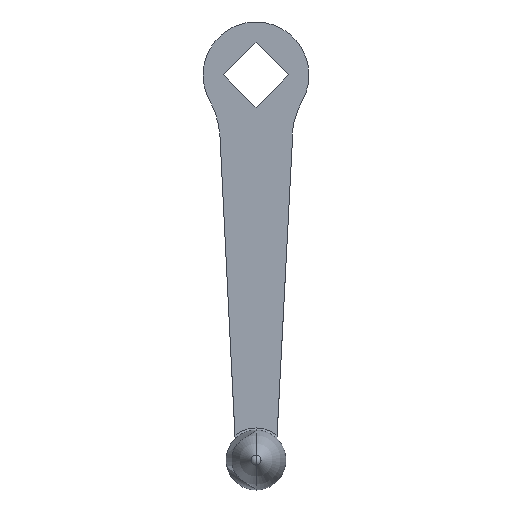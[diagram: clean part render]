
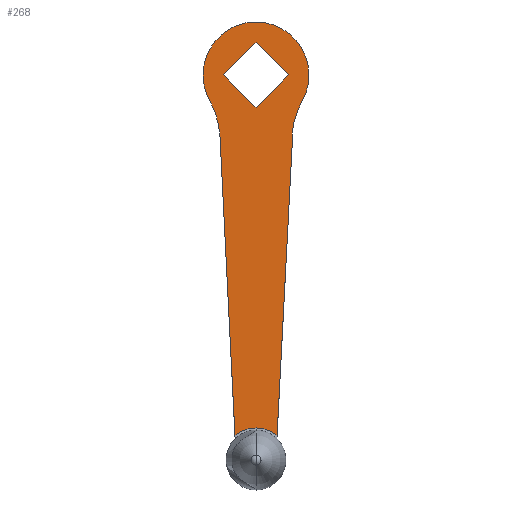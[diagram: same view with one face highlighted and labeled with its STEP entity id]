
A CAD part, front view. The second image highlights one B-rep face of the part: STEP entity #268.
In plain terms, the highlighted planar face has unit normal (0, -1, 0).
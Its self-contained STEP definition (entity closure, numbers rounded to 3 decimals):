
#190=VERTEX_POINT('',#527);
#196=EDGE_CURVE('',#408,#496,#533,.T.);
#228=EDGE_CURVE('',#286,#258,#570,.T.);
#230=EDGE_CURVE('',#334,#408,#572,.T.);
#258=VERTEX_POINT('',#603);
#264=VERTEX_POINT('',#609);
#268=ADVANCED_FACE('',(#613,#614),#615,.F.);
#286=VERTEX_POINT('',#635);
#306=VERTEX_POINT('',#657);
#308=EDGE_CURVE('',#190,#306,#659,.T.);
#334=VERTEX_POINT('',#690);
#408=VERTEX_POINT('',#775);
#420=EDGE_CURVE('',#286,#190,#787,.T.);
#434=EDGE_CURVE('',#476,#444,#804,.T.);
#436=EDGE_CURVE('',#444,#460,#806,.T.);
#444=VERTEX_POINT('',#815);
#450=EDGE_CURVE('',#460,#484,#821,.T.);
#458=EDGE_CURVE('',#264,#334,#830,.T.);
#460=VERTEX_POINT('',#832);
#472=EDGE_CURVE('',#484,#476,#845,.T.);
#476=VERTEX_POINT('',#849);
#482=EDGE_CURVE('',#496,#306,#855,.T.);
#484=VERTEX_POINT('',#857);
#496=VERTEX_POINT('',#870);
#498=EDGE_CURVE('',#258,#264,#872,.T.);
#527=CARTESIAN_POINT('',(0.,-38.0,-146.667));
#533=CIRCLE('',#903,34.);
#570=LINE('',#955,#956);
#572=CIRCLE('',#959,22.0);
#603=CARTESIAN_POINT('',(-15.,-38.0,-25.065));
#609=CARTESIAN_POINT('',(-19.223,-38.0,-10.7));
#613=FACE_OUTER_BOUND('',#1012,.T.);
#614=FACE_BOUND('',#1013,.T.);
#615=PLANE('',#1014);
#635=CARTESIAN_POINT('',(-8.741,-38.0,-149.931));
#657=CARTESIAN_POINT('',(8.749,-38.0,-149.938));
#659=CIRCLE('',#1067,13.333);
#690=CARTESIAN_POINT('',(-19.223,-38.0,10.7));
#775=CARTESIAN_POINT('',(19.223,-38.0,-10.7));
#787=CIRCLE('',#1246,13.333);
#804=LINE('',#1267,#1268);
#806=LINE('',#1271,#1272);
#815=CARTESIAN_POINT('',(13.435,-38.0,0.));
#821=LINE('',#1293,#1294);
#830=CIRCLE('',#1307,22.0);
#832=CARTESIAN_POINT('',(0.,-38.0,13.435));
#845=LINE('',#1324,#1325);
#849=CARTESIAN_POINT('',(0.,-38.0,-13.435));
#855=LINE('',#1337,#1338);
#857=CARTESIAN_POINT('',(-13.435,-38.0,0.));
#870=CARTESIAN_POINT('',(15.0,-38.0,-29.407));
#872=CIRCLE('',#1357,34.);
#903=AXIS2_PLACEMENT_3D('',#1396,#1397,#1398);
#955=CARTESIAN_POINT('',(-11.199,-38.0,-100.881));
#956=VECTOR('',#1454,1.0);
#959=AXIS2_PLACEMENT_3D('',#1455,#1456,#1457);
#1012=EDGE_LOOP('',(#1500,#1501,#1502,#1503,#1504,#1505,#1506,#1507));
#1013=EDGE_LOOP('',(#1508,#1509,#1510,#1511));
#1014=AXIS2_PLACEMENT_3D('',#1512,#1513,#1514);
#1067=AXIS2_PLACEMENT_3D('',#1561,#1562,#1563);
#1246=AXIS2_PLACEMENT_3D('',#1742,#1743,#1744);
#1267=CARTESIAN_POINT('',(-1.507,-38.0,-14.942));
#1268=VECTOR('',#1772,1.0);
#1271=CARTESIAN_POINT('',(14.942,-38.0,-1.507));
#1272=VECTOR('',#1773,1.0);
#1293=CARTESIAN_POINT('',(-21.66,-38.0,-8.225));
#1294=VECTOR('',#1787,1.0);
#1307=AXIS2_PLACEMENT_3D('',#1799,#1800,#1801);
#1324=CARTESIAN_POINT('',(8.225,-38.0,-21.66));
#1325=VECTOR('',#1813,1.0);
#1337=CARTESIAN_POINT('',(14.542,-38.0,-38.236));
#1338=VECTOR('',#1817,1.0);
#1357=AXIS2_PLACEMENT_3D('',#1829,#1830,#1831);
#1396=CARTESIAN_POINT('',(48.931,-38.0,-27.236));
#1397=DIRECTION('',(0.0,-1.0,-0.0));
#1398=DIRECTION('',(-0.998,0.0,-0.064));
#1454=DIRECTION('',(-0.05,0.0,0.999));
#1455=CARTESIAN_POINT('',(0.0,-38.0,0.));
#1456=DIRECTION('',(0.0,1.0,0.0));
#1457=DIRECTION('',(0.874,0.0,-0.486));
#1500=ORIENTED_EDGE('',*,*,#228,.F.);
#1501=ORIENTED_EDGE('',*,*,#420,.T.);
#1502=ORIENTED_EDGE('',*,*,#308,.T.);
#1503=ORIENTED_EDGE('',*,*,#482,.F.);
#1504=ORIENTED_EDGE('',*,*,#196,.F.);
#1505=ORIENTED_EDGE('',*,*,#230,.F.);
#1506=ORIENTED_EDGE('',*,*,#458,.F.);
#1507=ORIENTED_EDGE('',*,*,#498,.F.);
#1508=ORIENTED_EDGE('',*,*,#472,.F.);
#1509=ORIENTED_EDGE('',*,*,#450,.F.);
#1510=ORIENTED_EDGE('',*,*,#436,.F.);
#1511=ORIENTED_EDGE('',*,*,#434,.F.);
#1512=CARTESIAN_POINT('',(0.,-38.0,-46.333));
#1513=DIRECTION('',(-0.0,1.0,0.0));
#1514=DIRECTION('',(0.,0.0,1.0));
#1561=CARTESIAN_POINT('',(0.,-38.0,-160.0));
#1562=DIRECTION('',(-0.0,1.0,0.0));
#1563=DIRECTION('',(0.,0.0,1.0));
#1742=CARTESIAN_POINT('',(0.,-38.0,-160.0));
#1743=DIRECTION('',(-0.0,1.0,0.0));
#1744=DIRECTION('',(0.,0.0,1.0));
#1772=DIRECTION('',(0.707,0.0,0.707));
#1773=DIRECTION('',(-0.707,0.0,0.707));
#1787=DIRECTION('',(-0.707,0.0,-0.707));
#1799=CARTESIAN_POINT('',(0.0,-38.0,0.));
#1800=DIRECTION('',(0.0,1.0,0.0));
#1801=DIRECTION('',(0.874,0.0,-0.486));
#1813=DIRECTION('',(0.707,0.0,-0.707));
#1817=DIRECTION('',(-0.052,0.0,-0.999));
#1829=CARTESIAN_POINT('',(-48.931,-38.0,-27.236));
#1830=DIRECTION('',(0.0,-1.0,0.0));
#1831=DIRECTION('',(0.874,0.0,0.486));
